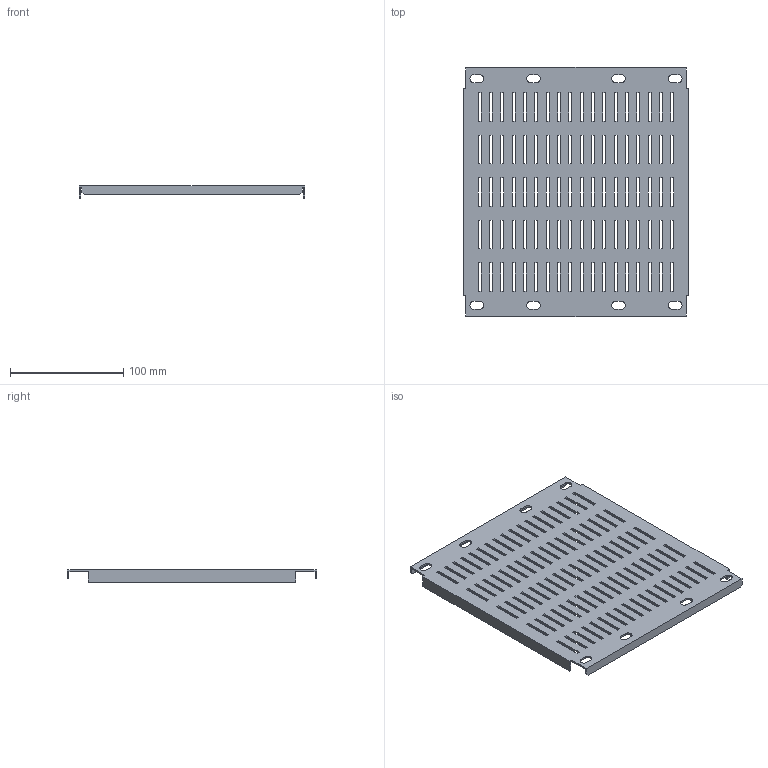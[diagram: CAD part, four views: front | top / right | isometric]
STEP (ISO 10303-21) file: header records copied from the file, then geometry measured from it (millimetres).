
FILE_DESCRIPTION (( 'STEP AP203' ), '1' );
FILE_NAME ('FO-00-PLTV-020-040 FORMAT ч蜱齁罻 櫡翴錒 膻緱. 縺搿謺. 瞂艜. 200 齆僳 400 IEK.STEP', '2024-07-04T09:07:08', ( '' ), ( '' ), 'SwSTEP 2.0', 'SolidWorks 2022', '' );
FILE_SCHEMA (( 'CONFIG_CONTROL_DESIGN' ));
Length unit declared in the file: millimetre
Products named in the file (1): FO-00-PLTV-020-040 FORMAT Заглушка панели нижн. наборн. вент. 200 шкаф 400 IEK
Bounding box: 199 x 220 x 10.75 mm (x, y, z)
Volume: 64922.4 mm3; surface area: 95716.6 mm2
Topology: 1 solids, 1 shells, 438 faces, 1308 edges, 872 vertices
Faces by surface type: plane 414, cylinder 24
Entity records: 14929 total; most frequent: CARTESIAN_POINT 2619, ORIENTED_EDGE 2616, DIRECTION 2234, EDGE_CURVE 1308, VECTOR 1260, LINE 1260, VERTEX_POINT 872, EDGE_LOOP 634
